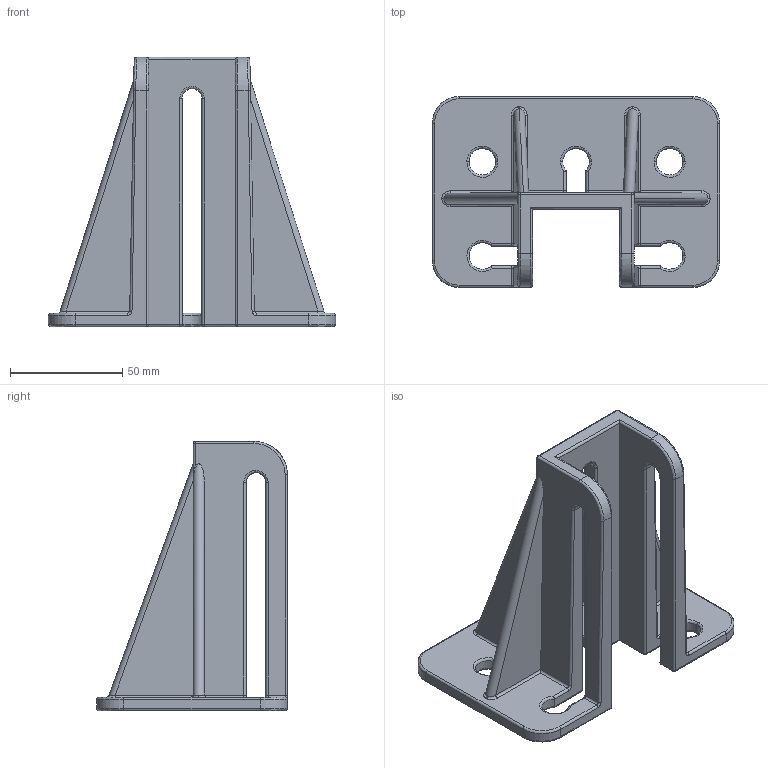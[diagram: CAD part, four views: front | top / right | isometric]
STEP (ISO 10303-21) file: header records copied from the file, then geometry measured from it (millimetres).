
FILE_DESCRIPTION (( 'STEP AP203' ), '1' );
FILE_NAME ('166333.step', '2023-10-19T16:52:43', ( '' ), ( '' ), 'SwSTEP 2.0', 'SolidWorks 2023', '' );
FILE_SCHEMA (( 'CONFIG_CONTROL_DESIGN' ));
Length unit declared in the file: inch
Products named in the file (1): 166333
Bounding box: 128 x 85 x 120 mm (x, y, z)
Volume: 168476.7 mm3; surface area: 61278.5 mm2
Topology: 1 solids, 1 shells, 187 faces, 460 edges, 259 vertices
Faces by surface type: cylinder 91, bspline 68, plane 28
Entity records: 7794 total; most frequent: CARTESIAN_POINT 3833, ORIENTED_EDGE 900, DIRECTION 733, EDGE_CURVE 450, AXIS2_PLACEMENT_3D 276, VERTEX_POINT 259, EDGE_LOOP 191, FACE_OUTER_BOUND 187
